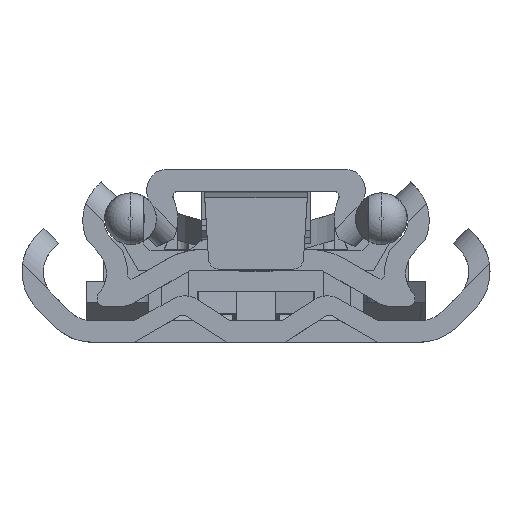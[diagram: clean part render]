
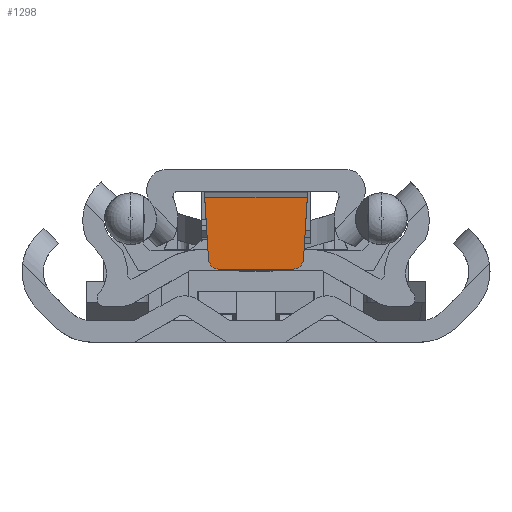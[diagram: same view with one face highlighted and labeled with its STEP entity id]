
A CAD part, left-side view. The second image highlights one B-rep face of the part: STEP entity #1298.
In plain terms, the highlighted planar face has unit normal (-1, 0, 0).
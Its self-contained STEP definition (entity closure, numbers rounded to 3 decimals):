
#326 = LINE ( 'NONE', #3085, #6560 ) ;
#1065 = CARTESIAN_POINT ( 'NONE',  ( 4.4, -3.579, 6.25 ) ) ;
#1142 = VERTEX_POINT ( 'NONE', #13785 ) ;
#1298 = ADVANCED_FACE ( 'NONE', ( #14463 ), #6850, .F. ) ;
#1352 = CARTESIAN_POINT ( 'NONE',  ( 4.4, 2.781, 5.5 ) ) ;
#2563 = CARTESIAN_POINT ( 'NONE',  ( 4.4, -2.781, 5.5 ) ) ;
#2857 = DIRECTION ( 'NONE',  ( 0., 0., -1. ) ) ;
#3085 = CARTESIAN_POINT ( 'NONE',  ( 4.4, 3.579, 6.25 ) ) ;
#3210 = CARTESIAN_POINT ( 'NONE',  ( 4.4, 3.579, 6.25 ) ) ;
#3539 = DIRECTION ( 'NONE',  ( 0., 0., -1. ) ) ;
#3981 = CARTESIAN_POINT ( 'NONE',  ( 4.4, 3.87, 10.9 ) ) ;
#4521 = EDGE_CURVE ( 'NONE', #1142, #9089, #10166, .T. ) ;
#4642 = CARTESIAN_POINT ( 'NONE',  ( 4.4, 2.781, 6.3 ) ) ;
#4687 = LINE ( 'NONE', #1065, #6475 ) ;
#4765 = DIRECTION ( 'NONE',  ( 0., 0.062, -0.998 ) ) ;
#4837 = EDGE_CURVE ( 'NONE', #9089, #7080, #12317, .T. ) ;
#4884 = ORIENTED_EDGE ( 'NONE', *, *, #10986, .F. ) ;
#4965 = VERTEX_POINT ( 'NONE', #3981 ) ;
#5441 = ORIENTED_EDGE ( 'NONE', *, *, #4837, .F. ) ;
#5484 = DIRECTION ( 'NONE',  ( 0., 0.062, 0.998 ) ) ;
#5759 = DIRECTION ( 'NONE',  ( 1., 0., 0. ) ) ;
#6475 = VECTOR ( 'NONE', #4765, 1000. ) ;
#6560 = VECTOR ( 'NONE', #5484, 1000. ) ;
#6850 = PLANE ( 'NONE',  #9136 ) ;
#7080 = VERTEX_POINT ( 'NONE', #3210 ) ;
#7637 = VERTEX_POINT ( 'NONE', #9632 ) ;
#7903 = AXIS2_PLACEMENT_3D ( 'NONE', #8783, #13933, #12245 ) ;
#8335 = VECTOR ( 'NONE', #10260, 1000. ) ;
#8534 = ORIENTED_EDGE ( 'NONE', *, *, #13057, .T. ) ;
#8783 = CARTESIAN_POINT ( 'NONE',  ( 4.4, -2.781, 6.3 ) ) ;
#9089 = VERTEX_POINT ( 'NONE', #1352 ) ;
#9136 = AXIS2_PLACEMENT_3D ( 'NONE', #12000, #14545, #2857 ) ;
#9456 = CARTESIAN_POINT ( 'NONE',  ( 4.4, -3.87, 10.9 ) ) ;
#9632 = CARTESIAN_POINT ( 'NONE',  ( 4.4, -3.579, 6.25 ) ) ;
#9888 = ORIENTED_EDGE ( 'NONE', *, *, #13563, .F. ) ;
#10166 = LINE ( 'NONE', #2563, #8335 ) ;
#10260 = DIRECTION ( 'NONE',  ( 0., 1., 0. ) ) ;
#10986 = EDGE_CURVE ( 'NONE', #14460, #7637, #4687, .T. ) ;
#11080 = LINE ( 'NONE', #12350, #12456 ) ;
#11119 = CIRCLE ( 'NONE', #7903, 0.8 ) ;
#11248 = AXIS2_PLACEMENT_3D ( 'NONE', #4642, #5759, #3539 ) ;
#11335 = DIRECTION ( 'NONE',  ( 0., 1., 0. ) ) ;
#12000 = CARTESIAN_POINT ( 'NONE',  ( 4.4, -2.781, 6.3 ) ) ;
#12245 = DIRECTION ( 'NONE',  ( 0., 0., -1. ) ) ;
#12317 = CIRCLE ( 'NONE', #11248, 0.8 ) ;
#12342 = ORIENTED_EDGE ( 'NONE', *, *, #4521, .F. ) ;
#12350 = CARTESIAN_POINT ( 'NONE',  ( 4.4, 3.901, 10.9 ) ) ;
#12456 = VECTOR ( 'NONE', #11335, 1000. ) ;
#13057 = EDGE_CURVE ( 'NONE', #14460, #4965, #11080, .T. ) ;
#13563 = EDGE_CURVE ( 'NONE', #7637, #1142, #11119, .T. ) ;
#13667 = ORIENTED_EDGE ( 'NONE', *, *, #13789, .F. ) ;
#13785 = CARTESIAN_POINT ( 'NONE',  ( 4.4, -2.781, 5.5 ) ) ;
#13789 = EDGE_CURVE ( 'NONE', #7080, #4965, #326, .T. ) ;
#13933 = DIRECTION ( 'NONE',  ( 1., 0., 0. ) ) ;
#14460 = VERTEX_POINT ( 'NONE', #9456 ) ;
#14463 = FACE_OUTER_BOUND ( 'NONE', #16034, .T. ) ;
#14545 = DIRECTION ( 'NONE',  ( 1., 0., 0. ) ) ;
#16034 = EDGE_LOOP ( 'NONE', ( #4884, #8534, #13667, #5441, #12342, #9888 ) ) ;
